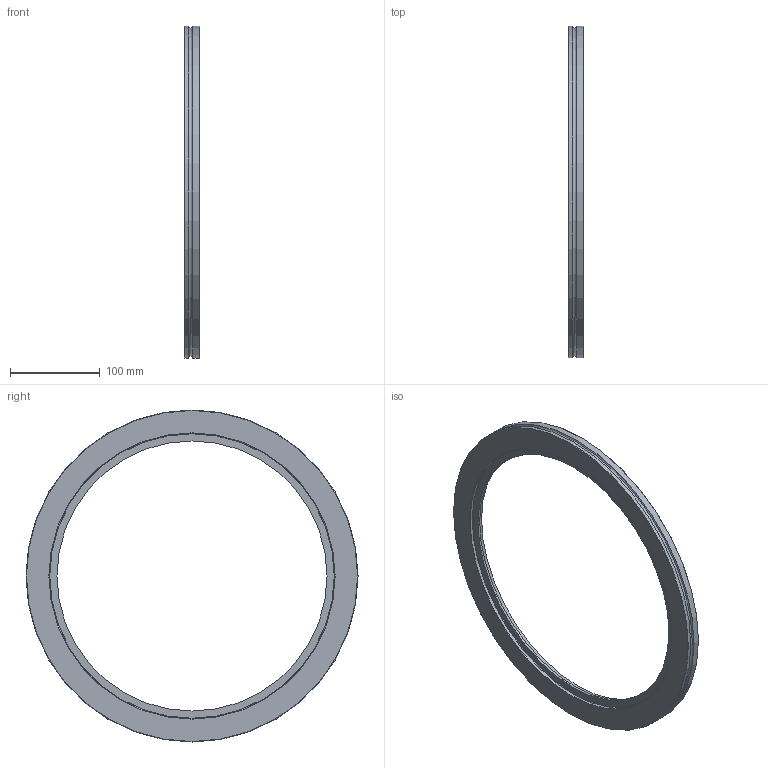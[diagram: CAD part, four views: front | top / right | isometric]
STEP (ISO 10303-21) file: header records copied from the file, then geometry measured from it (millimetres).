
FILE_DESCRIPTION(/* description */ (''),/* implementation_level */ '2;1');
FILE_NAME(/* name */ 'FL-320LF-W.stp',/* time_stamp */ '2018-07-12T14:01:18+01:00',/* author */ ('paul'),/* organization */ (''),/* preprocessor_version */ 'ST-DEVELOPER v17',/* originating_system */ 'Autodesk Inventor 2019',/* authorisation */ '');
FILE_SCHEMA (('AUTOMOTIVE_DESIGN { 1 0 10303 214 3 1 1 }'));
Length unit declared in the file: millimetre
Products named in the file (1): FL-320LF-W
Bounding box: 17 x 370 x 370 mm (x, y, z)
Volume: 375292.1 mm3; surface area: 118286.4 mm2
Topology: 1 solids, 1 shells, 18 faces, 46 edges, 34 vertices
Faces by surface type: cylinder 7, plane 6, torus 3, cone 2
Full cylindrical faces by diameter (mm): 301 x1, 305 x1, 318 x1, 352 x1, 365 x1, 370 x2
Entity records: 630 total; most frequent: DIRECTION 121, CARTESIAN_POINT 99, ORIENTED_EDGE 92, AXIS2_PLACEMENT_3D 56, EDGE_CURVE 46, CIRCLE 37, VERTEX_POINT 34, EDGE_LOOP 24
